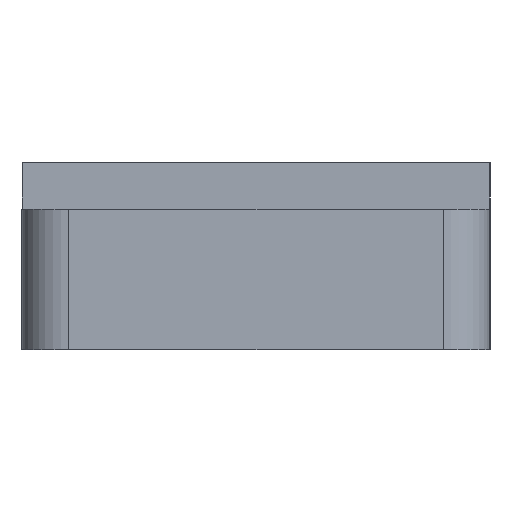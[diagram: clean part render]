
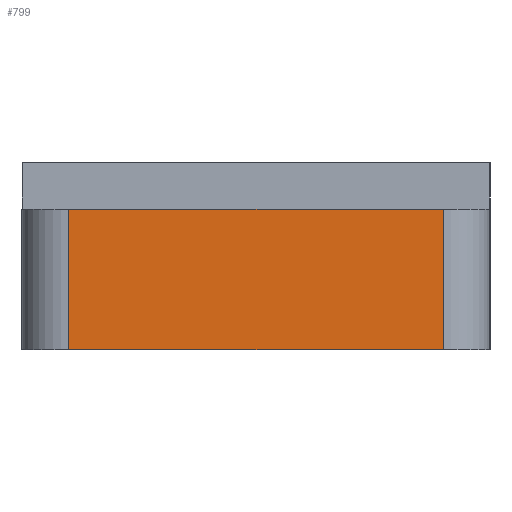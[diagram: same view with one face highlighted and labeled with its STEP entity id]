
A CAD part, left-side view. The second image highlights one B-rep face of the part: STEP entity #799.
In plain terms, the highlighted planar face has unit normal (-1, 0, 0).
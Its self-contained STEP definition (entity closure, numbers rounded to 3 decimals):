
#95 = ORIENTED_EDGE ( 'NONE', *, *, #950, .F. ) ;
#124 = EDGE_LOOP ( 'NONE', ( #95, #1018, #453, #999 ) ) ;
#208 = CARTESIAN_POINT ( 'NONE',  ( -187.5, 20., 10. ) ) ;
#211 = LINE ( 'NONE', #1180, #1249 ) ;
#251 = VERTEX_POINT ( 'NONE', #616 ) ;
#377 = CARTESIAN_POINT ( 'NONE',  ( -187.5, -25., 10. ) ) ;
#396 = VECTOR ( 'NONE', #1183, 1000. ) ;
#413 = VECTOR ( 'NONE', #924, 1000. ) ;
#419 = AXIS2_PLACEMENT_3D ( 'NONE', #377, #1145, #585 ) ;
#421 = VERTEX_POINT ( 'NONE', #444 ) ;
#444 = CARTESIAN_POINT ( 'NONE',  ( -187.5, -20., -10. ) ) ;
#453 = ORIENTED_EDGE ( 'NONE', *, *, #1049, .T. ) ;
#473 = PLANE ( 'NONE',  #419 ) ;
#523 = DIRECTION ( 'NONE',  ( 0., -1., 0. ) ) ;
#533 = CARTESIAN_POINT ( 'NONE',  ( -187.5, -25., -10. ) ) ;
#535 = VECTOR ( 'NONE', #649, 1000. ) ;
#585 = DIRECTION ( 'NONE',  ( 0., 0., -1. ) ) ;
#616 = CARTESIAN_POINT ( 'NONE',  ( -187.5, 20., -10. ) ) ;
#640 = CARTESIAN_POINT ( 'NONE',  ( -187.5, -20., 5. ) ) ;
#649 = DIRECTION ( 'NONE',  ( 0., 0., -1. ) ) ;
#777 = LINE ( 'NONE', #816, #413 ) ;
#799 = ADVANCED_FACE ( 'NONE', ( #1198 ), #473, .F. ) ;
#816 = CARTESIAN_POINT ( 'NONE',  ( -187.5, -20., 10. ) ) ;
#883 = VERTEX_POINT ( 'NONE', #957 ) ;
#924 = DIRECTION ( 'NONE',  ( 0., 0., 1. ) ) ;
#937 = LINE ( 'NONE', #208, #535 ) ;
#950 = EDGE_CURVE ( 'NONE', #883, #1262, #211, .T. ) ;
#957 = CARTESIAN_POINT ( 'NONE',  ( -187.5, 20., 5. ) ) ;
#993 = LINE ( 'NONE', #533, #396 ) ;
#999 = ORIENTED_EDGE ( 'NONE', *, *, #1319, .T. ) ;
#1018 = ORIENTED_EDGE ( 'NONE', *, *, #1019, .T. ) ;
#1019 = EDGE_CURVE ( 'NONE', #883, #251, #937, .T. ) ;
#1049 = EDGE_CURVE ( 'NONE', #251, #421, #993, .T. ) ;
#1145 = DIRECTION ( 'NONE',  ( 1., 0., 0. ) ) ;
#1180 = CARTESIAN_POINT ( 'NONE',  ( -187.5, 25., 5. ) ) ;
#1183 = DIRECTION ( 'NONE',  ( 0., -1., 0. ) ) ;
#1198 = FACE_OUTER_BOUND ( 'NONE', #124, .T. ) ;
#1249 = VECTOR ( 'NONE', #523, 1000. ) ;
#1262 = VERTEX_POINT ( 'NONE', #640 ) ;
#1319 = EDGE_CURVE ( 'NONE', #421, #1262, #777, .T. ) ;
